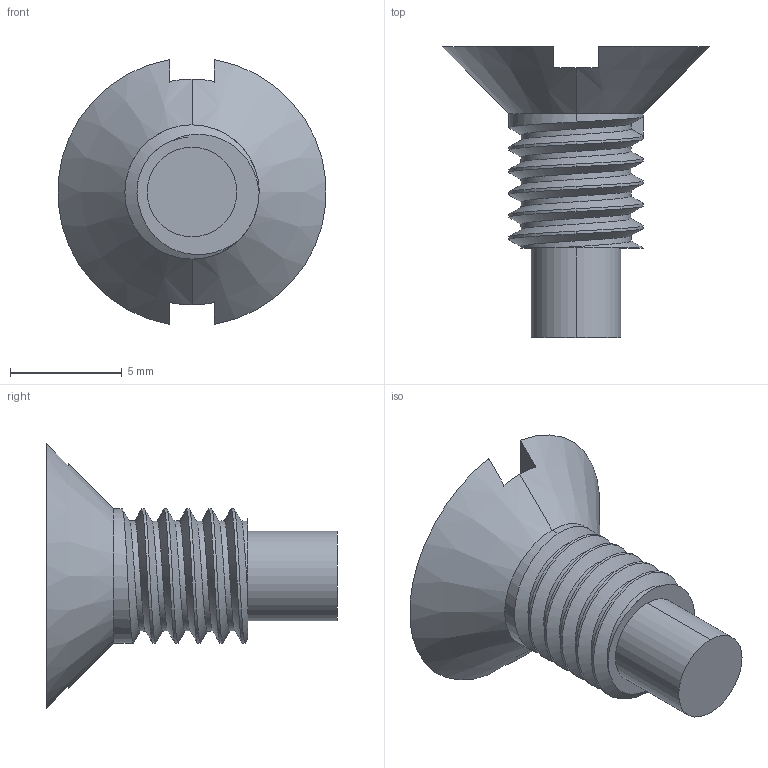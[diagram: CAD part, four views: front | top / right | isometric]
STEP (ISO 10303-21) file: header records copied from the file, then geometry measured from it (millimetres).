
FILE_DESCRIPTION (( 'STEP AP214' ), '1' );
FILE_NAME ('Set Screw M6.STEP', '2025-02-11T19:55:50', ( '' ), ( '' ), 'SwSTEP 2.0', 'SolidWorks 2024', '' );
FILE_SCHEMA (( 'AUTOMOTIVE_DESIGN' ));
Length unit declared in the file: millimetre
Products named in the file (1): Set Screw M6
Bounding box: 11.96 x 13 x 11.83 mm (x, y, z)
Volume: 367.7 mm3; surface area: 479.2 mm2
Topology: 1 solids, 1 shells, 27 faces, 70 edges, 46 vertices
Faces by surface type: cylinder 14, plane 8, bspline 3, cone 2
Entity records: 1826 total; most frequent: CARTESIAN_POINT 1230, ORIENTED_EDGE 140, DIRECTION 100, EDGE_CURVE 70, VERTEX_POINT 46, AXIS2_PLACEMENT_3D 38, EDGE_LOOP 28, FACE_OUTER_BOUND 27
